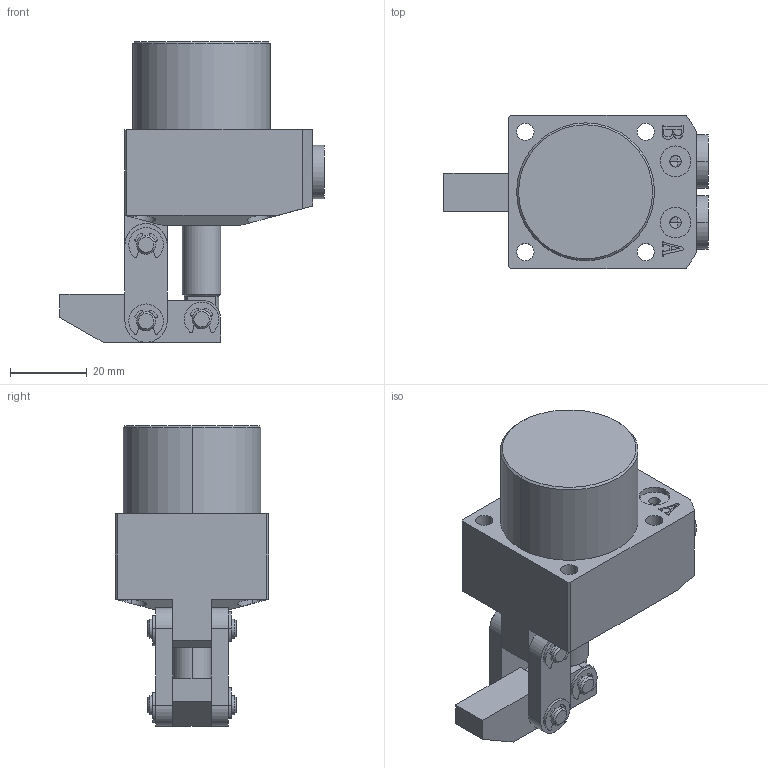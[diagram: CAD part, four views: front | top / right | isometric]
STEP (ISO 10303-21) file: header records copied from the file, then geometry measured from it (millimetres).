
FILE_DESCRIPTION (( 'STEP AP214' ), '1' );
FILE_NAME ('HLKA-22G.STEP', '2019-10-14T00:17:53', ( '微软用户' ), ( '微软中国' ), 'SwSTEP 2.0', 'SolidWorks 2012', '' );
FILE_SCHEMA (( 'AUTOMOTIVE_DESIGN' ));
Length unit declared in the file: millimetre
Products named in the file (9): e rings gb_GB_CONNECTING_PIECE_RINGS_HR 4; 囀鞠褒; HLKA-22酗种; HLKA-22揤旋; HLKA-22蟀裝; HLKA-22活塞杆; HLKA-22傻种; HLKA-22G掛极; HLKA-22G
Assembly tree (16 placements, depth 2):
  HLKA-22G
    HLKA-22G掛极
    HLKA-22傻种
    HLKA-22活塞杆
    HLKA-22蟀裝  x2
    HLKA-22揤旋
    HLKA-22酗种  x2
    囀鞠褒  x2
    e rings gb_GB_CONNECTING_PIECE_RINGS_HR 4  x6
Bounding box: 69 x 40 x 78.5 mm (x, y, z)
Volume: 70062.6 mm3; surface area: 25455.7 mm2
Topology: 16 solids, 16 shells, 429 faces, 1073 edges, 705 vertices
Faces by surface type: cylinder 204, plane 181, cone 20, bspline 16, torus 6, sphere 2
Entity records: 9144 total; most frequent: CARTESIAN_POINT 2332, DIRECTION 1358, ORIENTED_EDGE 1296, EDGE_CURVE 648, AXIS2_PLACEMENT_3D 497, VERTEX_POINT 423, LINE 364, VECTOR 364
